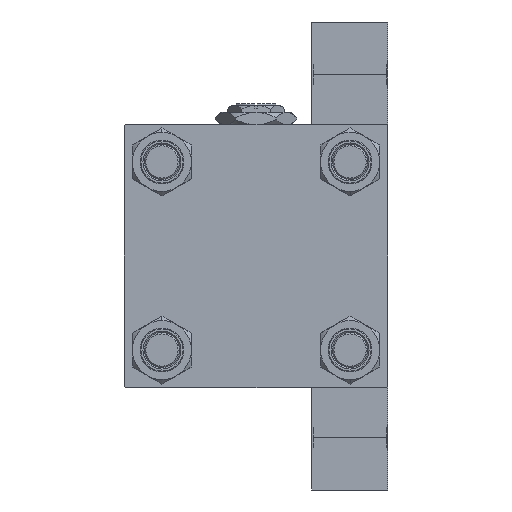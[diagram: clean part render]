
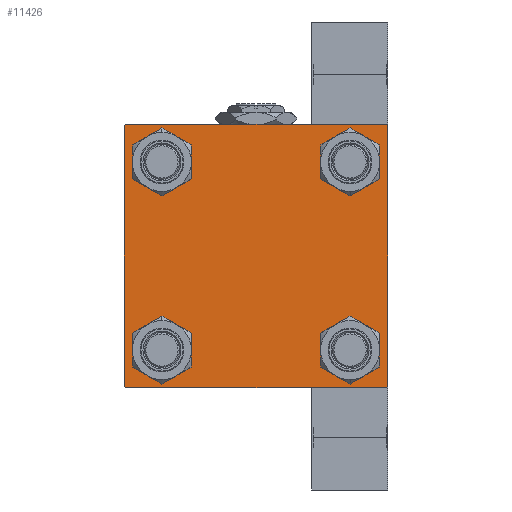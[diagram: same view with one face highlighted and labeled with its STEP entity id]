
A CAD part, left-side view. The second image highlights one B-rep face of the part: STEP entity #11426.
In plain terms, the highlighted planar face has unit normal (-1, 0, 0).
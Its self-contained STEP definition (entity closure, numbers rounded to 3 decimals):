
#262 = DIRECTION ( 'NONE',  ( 0., -1., 0. ) ) ;
#374 = EDGE_LOOP ( 'NONE', ( #7965, #32515 ) ) ;
#863 = CARTESIAN_POINT ( 'NONE',  ( 0., 45., 45. ) ) ;
#1391 = EDGE_CURVE ( 'NONE', #36809, #2713, #2088, .T. ) ;
#1544 = ORIENTED_EDGE ( 'NONE', *, *, #39820, .T. ) ;
#2084 = ORIENTED_EDGE ( 'NONE', *, *, #43789, .T. ) ;
#2088 = LINE ( 'NONE', #5955, #11583 ) ;
#2594 = DIRECTION ( 'NONE',  ( 0., 0., -1. ) ) ;
#2713 = VERTEX_POINT ( 'NONE', #39319 ) ;
#3343 = DIRECTION ( 'NONE',  ( 1., 0., 0. ) ) ;
#3462 = VERTEX_POINT ( 'NONE', #11397 ) ;
#3665 = EDGE_CURVE ( 'NONE', #39267, #32106, #33642, .T. ) ;
#3968 = CIRCLE ( 'NONE', #10544, 6.5 ) ;
#4294 = AXIS2_PLACEMENT_3D ( 'NONE', #29226, #44947, #37221 ) ;
#5064 = FACE_BOUND ( 'NONE', #50185, .T. ) ;
#5145 = CARTESIAN_POINT ( 'NONE',  ( 0., -32.15, 38.65 ) ) ;
#5298 = CARTESIAN_POINT ( 'NONE',  ( 0., 45., 45. ) ) ;
#5355 = ORIENTED_EDGE ( 'NONE', *, *, #45831, .T. ) ;
#5806 = DIRECTION ( 'NONE',  ( 1., 0., 0. ) ) ;
#5955 = CARTESIAN_POINT ( 'NONE',  ( 0., -44.75, -44.75 ) ) ;
#6102 = VERTEX_POINT ( 'NONE', #13917 ) ;
#6188 = VERTEX_POINT ( 'NONE', #23946 ) ;
#6580 = DIRECTION ( 'NONE',  ( 0., 0., 1. ) ) ;
#6716 = CARTESIAN_POINT ( 'NONE',  ( 0., -45., 45. ) ) ;
#7135 = VERTEX_POINT ( 'NONE', #35094 ) ;
#7768 = VECTOR ( 'NONE', #16542, 1000. ) ;
#7965 = ORIENTED_EDGE ( 'NONE', *, *, #30797, .T. ) ;
#8670 = FACE_OUTER_BOUND ( 'NONE', #13030, .T. ) ;
#9091 = LINE ( 'NONE', #863, #7768 ) ;
#9125 = CARTESIAN_POINT ( 'NONE',  ( 0., -44.5, 45. ) ) ;
#9372 = DIRECTION ( 'NONE',  ( 0., 0., 1. ) ) ;
#9783 = CARTESIAN_POINT ( 'NONE',  ( 0., 32.15, -38.65 ) ) ;
#9836 = EDGE_LOOP ( 'NONE', ( #28714, #45574 ) ) ;
#10201 = CARTESIAN_POINT ( 'NONE',  ( 0., -44.75, 44.75 ) ) ;
#10544 = AXIS2_PLACEMENT_3D ( 'NONE', #44469, #12269, #13038 ) ;
#11232 = VERTEX_POINT ( 'NONE', #37032 ) ;
#11395 = AXIS2_PLACEMENT_3D ( 'NONE', #46572, #18739, #34958 ) ;
#11397 = CARTESIAN_POINT ( 'NONE',  ( 0., -45., 44.5 ) ) ;
#11426 = ADVANCED_FACE ( 'NONE', ( #36220, #16373, #5064, #24380, #8670 ), #32600, .T. ) ;
#11583 = VECTOR ( 'NONE', #16755, 1000. ) ;
#12269 = DIRECTION ( 'NONE',  ( 1., 0., 0. ) ) ;
#13030 = EDGE_LOOP ( 'NONE', ( #1544, #2084, #35066, #24406, #21286, #14732, #23775, #32440 ) ) ;
#13038 = DIRECTION ( 'NONE',  ( 0., 0., 1. ) ) ;
#13507 = VERTEX_POINT ( 'NONE', #9125 ) ;
#13917 = CARTESIAN_POINT ( 'NONE',  ( 0., -32.15, 25.65 ) ) ;
#14574 = VERTEX_POINT ( 'NONE', #49052 ) ;
#14661 = LINE ( 'NONE', #30389, #21919 ) ;
#14664 = CARTESIAN_POINT ( 'NONE',  ( 0., 32.15, -32.15 ) ) ;
#14732 = ORIENTED_EDGE ( 'NONE', *, *, #41759, .T. ) ;
#14921 = DIRECTION ( 'NONE',  ( 0., 0., 1. ) ) ;
#15033 = VERTEX_POINT ( 'NONE', #5145 ) ;
#16373 = FACE_BOUND ( 'NONE', #374, .T. ) ;
#16542 = DIRECTION ( 'NONE',  ( 0., -1., 0. ) ) ;
#16637 = CARTESIAN_POINT ( 'NONE',  ( 0., 0., 0. ) ) ;
#16721 = CARTESIAN_POINT ( 'NONE',  ( 0., 44.75, -44.75 ) ) ;
#16755 = DIRECTION ( 'NONE',  ( 0., -0.707, 0.707 ) ) ;
#16887 = DIRECTION ( 'NONE',  ( 1., 0., 0. ) ) ;
#17136 = CARTESIAN_POINT ( 'NONE',  ( 0., -32.15, -32.15 ) ) ;
#17799 = VERTEX_POINT ( 'NONE', #42450 ) ;
#18587 = EDGE_CURVE ( 'NONE', #6102, #15033, #3968, .T. ) ;
#18739 = DIRECTION ( 'NONE',  ( 1., 0., 0. ) ) ;
#19131 = EDGE_CURVE ( 'NONE', #48968, #36809, #35527, .T. ) ;
#21286 = ORIENTED_EDGE ( 'NONE', *, *, #33786, .F. ) ;
#21560 = CIRCLE ( 'NONE', #4294, 6.5 ) ;
#21808 = CIRCLE ( 'NONE', #48168, 6.5 ) ;
#21919 = VECTOR ( 'NONE', #33748, 1000. ) ;
#21941 = DIRECTION ( 'NONE',  ( 0., 0., -1. ) ) ;
#22012 = CARTESIAN_POINT ( 'NONE',  ( 0., 32.15, -32.15 ) ) ;
#23174 = CARTESIAN_POINT ( 'NONE',  ( 0., 45., -45. ) ) ;
#23775 = ORIENTED_EDGE ( 'NONE', *, *, #28065, .F. ) ;
#23946 = CARTESIAN_POINT ( 'NONE',  ( 0., -32.15, -38.65 ) ) ;
#24380 = FACE_BOUND ( 'NONE', #50674, .T. ) ;
#24406 = ORIENTED_EDGE ( 'NONE', *, *, #1391, .T. ) ;
#24424 = VECTOR ( 'NONE', #2594, 1000. ) ;
#24500 = CARTESIAN_POINT ( 'NONE',  ( 0., -44.5, -45. ) ) ;
#24636 = DIRECTION ( 'NONE',  ( 0., 0., 1. ) ) ;
#24856 = ORIENTED_EDGE ( 'NONE', *, *, #43140, .T. ) ;
#25504 = VECTOR ( 'NONE', #41378, 1000. ) ;
#26491 = VERTEX_POINT ( 'NONE', #50718 ) ;
#27926 = CARTESIAN_POINT ( 'NONE',  ( 0., -32.15, 32.15 ) ) ;
#28065 = EDGE_CURVE ( 'NONE', #26491, #13507, #9091, .T. ) ;
#28226 = CARTESIAN_POINT ( 'NONE',  ( 0., 32.15, -25.65 ) ) ;
#28533 = AXIS2_PLACEMENT_3D ( 'NONE', #34436, #31326, #30580 ) ;
#28714 = ORIENTED_EDGE ( 'NONE', *, *, #41118, .T. ) ;
#29226 = CARTESIAN_POINT ( 'NONE',  ( 0., 32.15, 32.15 ) ) ;
#29464 = ORIENTED_EDGE ( 'NONE', *, *, #3665, .T. ) ;
#30263 = VECTOR ( 'NONE', #21941, 1000. ) ;
#30389 = CARTESIAN_POINT ( 'NONE',  ( 0., 44.75, 44.75 ) ) ;
#30580 = DIRECTION ( 'NONE',  ( 0., 0., 1. ) ) ;
#30797 = EDGE_CURVE ( 'NONE', #11232, #6188, #21808, .T. ) ;
#31326 = DIRECTION ( 'NONE',  ( 1., 0., 0. ) ) ;
#32106 = VERTEX_POINT ( 'NONE', #28226 ) ;
#32360 = DIRECTION ( 'NONE',  ( 0., 0., 1. ) ) ;
#32440 = ORIENTED_EDGE ( 'NONE', *, *, #33772, .T. ) ;
#32448 = DIRECTION ( 'NONE',  ( 0., -0.707, -0.707 ) ) ;
#32515 = ORIENTED_EDGE ( 'NONE', *, *, #37485, .T. ) ;
#32600 = PLANE ( 'NONE',  #45208 ) ;
#33003 = CARTESIAN_POINT ( 'NONE',  ( 0., 44.5, -45. ) ) ;
#33642 = CIRCLE ( 'NONE', #40217, 6.5 ) ;
#33748 = DIRECTION ( 'NONE',  ( 0., 0.707, -0.707 ) ) ;
#33772 = EDGE_CURVE ( 'NONE', #26491, #7135, #14661, .T. ) ;
#33786 = EDGE_CURVE ( 'NONE', #3462, #2713, #38119, .T. ) ;
#34436 = CARTESIAN_POINT ( 'NONE',  ( 0., 32.15, 32.15 ) ) ;
#34958 = DIRECTION ( 'NONE',  ( 0., 0., 1. ) ) ;
#35045 = EDGE_CURVE ( 'NONE', #14574, #49724, #50774, .T. ) ;
#35066 = ORIENTED_EDGE ( 'NONE', *, *, #19131, .T. ) ;
#35094 = CARTESIAN_POINT ( 'NONE',  ( 0., 45., 44.5 ) ) ;
#35527 = LINE ( 'NONE', #23174, #41852 ) ;
#36220 = FACE_BOUND ( 'NONE', #9836, .T. ) ;
#36239 = CIRCLE ( 'NONE', #42823, 6.5 ) ;
#36809 = VERTEX_POINT ( 'NONE', #24500 ) ;
#37032 = CARTESIAN_POINT ( 'NONE',  ( 0., -32.15, -25.65 ) ) ;
#37221 = DIRECTION ( 'NONE',  ( 0., 0., 1. ) ) ;
#37485 = EDGE_CURVE ( 'NONE', #6188, #11232, #40190, .T. ) ;
#38119 = LINE ( 'NONE', #6716, #24424 ) ;
#38174 = LINE ( 'NONE', #5298, #30263 ) ;
#38526 = ORIENTED_EDGE ( 'NONE', *, *, #35045, .T. ) ;
#39267 = VERTEX_POINT ( 'NONE', #9783 ) ;
#39319 = CARTESIAN_POINT ( 'NONE',  ( 0., -45., -44.5 ) ) ;
#39769 = DIRECTION ( 'NONE',  ( 1., 0., 0. ) ) ;
#39789 = CIRCLE ( 'NONE', #46395, 6.5 ) ;
#39820 = EDGE_CURVE ( 'NONE', #7135, #17799, #38174, .T. ) ;
#40168 = LINE ( 'NONE', #16721, #42860 ) ;
#40190 = CIRCLE ( 'NONE', #11395, 6.5 ) ;
#40217 = AXIS2_PLACEMENT_3D ( 'NONE', #22012, #5806, #6580 ) ;
#41118 = EDGE_CURVE ( 'NONE', #15033, #6102, #39789, .T. ) ;
#41378 = DIRECTION ( 'NONE',  ( 0., 0.707, 0.707 ) ) ;
#41759 = EDGE_CURVE ( 'NONE', #3462, #13507, #45235, .T. ) ;
#41852 = VECTOR ( 'NONE', #262, 1000. ) ;
#42450 = CARTESIAN_POINT ( 'NONE',  ( 0., 45., -44.5 ) ) ;
#42823 = AXIS2_PLACEMENT_3D ( 'NONE', #14664, #3343, #14921 ) ;
#42860 = VECTOR ( 'NONE', #32448, 1000. ) ;
#43140 = EDGE_CURVE ( 'NONE', #32106, #39267, #36239, .T. ) ;
#43789 = EDGE_CURVE ( 'NONE', #17799, #48968, #40168, .T. ) ;
#44462 = DIRECTION ( 'NONE',  ( -1., 0., 0. ) ) ;
#44469 = CARTESIAN_POINT ( 'NONE',  ( 0., -32.15, 32.15 ) ) ;
#44947 = DIRECTION ( 'NONE',  ( 1., 0., 0. ) ) ;
#45208 = AXIS2_PLACEMENT_3D ( 'NONE', #16637, #44462, #32360 ) ;
#45235 = LINE ( 'NONE', #10201, #25504 ) ;
#45574 = ORIENTED_EDGE ( 'NONE', *, *, #18587, .T. ) ;
#45831 = EDGE_CURVE ( 'NONE', #49724, #14574, #21560, .T. ) ;
#46395 = AXIS2_PLACEMENT_3D ( 'NONE', #27926, #39769, #9372 ) ;
#46572 = CARTESIAN_POINT ( 'NONE',  ( 0., -32.15, -32.15 ) ) ;
#46764 = CARTESIAN_POINT ( 'NONE',  ( 0., 32.15, 38.65 ) ) ;
#48168 = AXIS2_PLACEMENT_3D ( 'NONE', #17136, #16887, #24636 ) ;
#48968 = VERTEX_POINT ( 'NONE', #33003 ) ;
#49052 = CARTESIAN_POINT ( 'NONE',  ( 0., 32.15, 25.65 ) ) ;
#49724 = VERTEX_POINT ( 'NONE', #46764 ) ;
#50185 = EDGE_LOOP ( 'NONE', ( #24856, #29464 ) ) ;
#50674 = EDGE_LOOP ( 'NONE', ( #5355, #38526 ) ) ;
#50718 = CARTESIAN_POINT ( 'NONE',  ( 0., 44.5, 45. ) ) ;
#50774 = CIRCLE ( 'NONE', #28533, 6.5 ) ;
